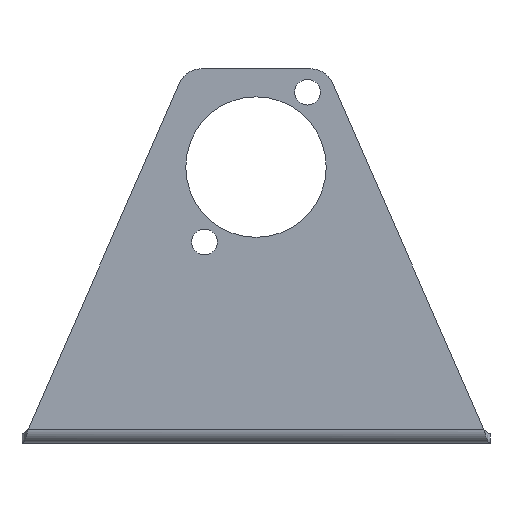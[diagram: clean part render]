
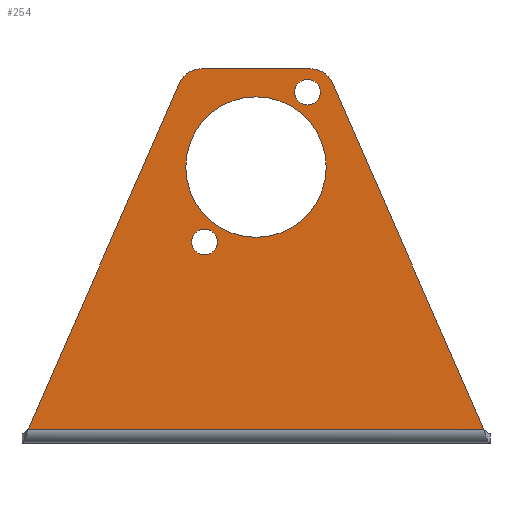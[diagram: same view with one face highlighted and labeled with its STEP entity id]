
A CAD part, left-side view. The second image highlights one B-rep face of the part: STEP entity #254.
In plain terms, the highlighted planar face has unit normal (-1, 0, 0).
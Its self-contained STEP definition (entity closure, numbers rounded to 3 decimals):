
#10 = PLANE ( 'NONE',  #872 ) ;
#18 = CARTESIAN_POINT ( 'NONE',  ( 0., 11.73, -5. ) ) ;
#49 = ORIENTED_EDGE ( 'NONE', *, *, #210, .F. ) ;
#53 = EDGE_CURVE ( 'NONE', #245, #245, #703, .T. ) ;
#70 = CARTESIAN_POINT ( 'NONE',  ( 0., 0., -36. ) ) ;
#77 = ORIENTED_EDGE ( 'NONE', *, *, #728, .F. ) ;
#93 = DIRECTION ( 'NONE',  ( -1., 0., 0. ) ) ;
#98 = CIRCLE ( 'NONE', #786, 5. ) ;
#99 = DIRECTION ( 'NONE',  ( 0., 0., 1. ) ) ;
#140 = DIRECTION ( 'NONE',  ( -1., 0., 0. ) ) ;
#146 = EDGE_CURVE ( 'NONE', #150, #453, #934, .T. ) ;
#150 = VERTEX_POINT ( 'NONE', #860 ) ;
#175 = FACE_BOUND ( 'NONE', #1018, .T. ) ;
#184 = DIRECTION ( 'NONE',  ( 0., -0.401, -0.916 ) ) ;
#185 = EDGE_LOOP ( 'NONE', ( #708 ) ) ;
#198 = CARTESIAN_POINT ( 'NONE',  ( 0., -11.73, 0. ) ) ;
#210 = EDGE_CURVE ( 'NONE', #150, #546, #789, .T. ) ;
#230 = VECTOR ( 'NONE', #663, 1000. ) ;
#241 = EDGE_CURVE ( 'NONE', #956, #357, #792, .T. ) ;
#245 = VERTEX_POINT ( 'NONE', #943 ) ;
#250 = DIRECTION ( 'NONE',  ( 1., 0., 0. ) ) ;
#254 = ADVANCED_FACE ( 'NONE', ( #968, #175, #773, #570 ), #10, .T. ) ;
#288 = CARTESIAN_POINT ( 'NONE',  ( 0., 50., -77. ) ) ;
#325 = ORIENTED_EDGE ( 'NONE', *, *, #955, .T. ) ;
#341 = DIRECTION ( 'NONE',  ( 1., 0., 0. ) ) ;
#351 = CARTESIAN_POINT ( 'NONE',  ( 0., 11., -37. ) ) ;
#354 = ORIENTED_EDGE ( 'NONE', *, *, #53, .T. ) ;
#357 = VERTEX_POINT ( 'NONE', #198 ) ;
#382 = ORIENTED_EDGE ( 'NONE', *, *, #241, .T. ) ;
#395 = AXIS2_PLACEMENT_3D ( 'NONE', #801, #341, #892 ) ;
#398 = CIRCLE ( 'NONE', #908, 15. ) ;
#413 = VERTEX_POINT ( 'NONE', #618 ) ;
#423 = DIRECTION ( 'NONE',  ( 0., 0., -1. ) ) ;
#444 = LINE ( 'NONE', #909, #230 ) ;
#453 = VERTEX_POINT ( 'NONE', #482 ) ;
#480 = CARTESIAN_POINT ( 'NONE',  ( 0., -50., -80. ) ) ;
#482 = CARTESIAN_POINT ( 'NONE',  ( 0., -48.688, -77. ) ) ;
#510 = AXIS2_PLACEMENT_3D ( 'NONE', #606, #140, #680 ) ;
#524 = DIRECTION ( 'NONE',  ( 0., -1., 0. ) ) ;
#546 = VERTEX_POINT ( 'NONE', #835 ) ;
#555 = CARTESIAN_POINT ( 'NONE',  ( 0., 11.73, 0. ) ) ;
#563 = CARTESIAN_POINT ( 'NONE',  ( 0., 0., 0. ) ) ;
#567 = DIRECTION ( 'NONE',  ( -1., 0., 0. ) ) ;
#570 = FACE_OUTER_BOUND ( 'NONE', #937, .T. ) ;
#606 = CARTESIAN_POINT ( 'NONE',  ( 0., -11.73, -5. ) ) ;
#618 = CARTESIAN_POINT ( 'NONE',  ( 0., 11., -39.75 ) ) ;
#623 = VERTEX_POINT ( 'NONE', #70 ) ;
#631 = DIRECTION ( 'NONE',  ( 0., 0., 1. ) ) ;
#632 = VERTEX_POINT ( 'NONE', #555 ) ;
#649 = DIRECTION ( 'NONE',  ( 0., -0.401, 0.916 ) ) ;
#663 = DIRECTION ( 'NONE',  ( 0., -1., 0. ) ) ;
#680 = DIRECTION ( 'NONE',  ( 0., 0., 1. ) ) ;
#686 = AXIS2_PLACEMENT_3D ( 'NONE', #351, #903, #423 ) ;
#703 = CIRCLE ( 'NONE', #395, 2.75 ) ;
#704 = VECTOR ( 'NONE', #524, 1000. ) ;
#707 = CIRCLE ( 'NONE', #686, 2.75 ) ;
#708 = ORIENTED_EDGE ( 'NONE', *, *, #790, .T. ) ;
#719 = CARTESIAN_POINT ( 'NONE',  ( 0., 0., -21. ) ) ;
#728 = EDGE_CURVE ( 'NONE', #632, #357, #444, .T. ) ;
#732 = CARTESIAN_POINT ( 'NONE',  ( 0., -16.311, -2.996 ) ) ;
#740 = VECTOR ( 'NONE', #184, 1000. ) ;
#743 = ORIENTED_EDGE ( 'NONE', *, *, #146, .T. ) ;
#763 = LINE ( 'NONE', #480, #740 ) ;
#770 = VECTOR ( 'NONE', #649, 1000. ) ;
#773 = FACE_BOUND ( 'NONE', #945, .T. ) ;
#786 = AXIS2_PLACEMENT_3D ( 'NONE', #18, #567, #99 ) ;
#789 = LINE ( 'NONE', #808, #770 ) ;
#790 = EDGE_CURVE ( 'NONE', #623, #623, #398, .T. ) ;
#792 = CIRCLE ( 'NONE', #510, 5. ) ;
#798 = DIRECTION ( 'NONE',  ( 0., 0., -1. ) ) ;
#801 = CARTESIAN_POINT ( 'NONE',  ( 0., -11., -5. ) ) ;
#808 = CARTESIAN_POINT ( 'NONE',  ( 0., 15., 0. ) ) ;
#835 = CARTESIAN_POINT ( 'NONE',  ( 0., 16.311, -2.996 ) ) ;
#854 = EDGE_CURVE ( 'NONE', #956, #453, #763, .T. ) ;
#860 = CARTESIAN_POINT ( 'NONE',  ( 0., 48.688, -77. ) ) ;
#872 = AXIS2_PLACEMENT_3D ( 'NONE', #563, #93, #631 ) ;
#892 = DIRECTION ( 'NONE',  ( 0., 0., -1. ) ) ;
#893 = ORIENTED_EDGE ( 'NONE', *, *, #854, .F. ) ;
#903 = DIRECTION ( 'NONE',  ( 1., 0., 0. ) ) ;
#908 = AXIS2_PLACEMENT_3D ( 'NONE', #719, #250, #798 ) ;
#909 = CARTESIAN_POINT ( 'NONE',  ( 0., 0., 0. ) ) ;
#921 = EDGE_CURVE ( 'NONE', #413, #413, #707, .T. ) ;
#934 = LINE ( 'NONE', #288, #704 ) ;
#937 = EDGE_LOOP ( 'NONE', ( #893, #382, #77, #325, #49, #743 ) ) ;
#943 = CARTESIAN_POINT ( 'NONE',  ( 0., -11., -7.75 ) ) ;
#945 = EDGE_LOOP ( 'NONE', ( #354 ) ) ;
#948 = ORIENTED_EDGE ( 'NONE', *, *, #921, .T. ) ;
#955 = EDGE_CURVE ( 'NONE', #632, #546, #98, .T. ) ;
#956 = VERTEX_POINT ( 'NONE', #732 ) ;
#968 = FACE_BOUND ( 'NONE', #185, .T. ) ;
#1018 = EDGE_LOOP ( 'NONE', ( #948 ) ) ;
